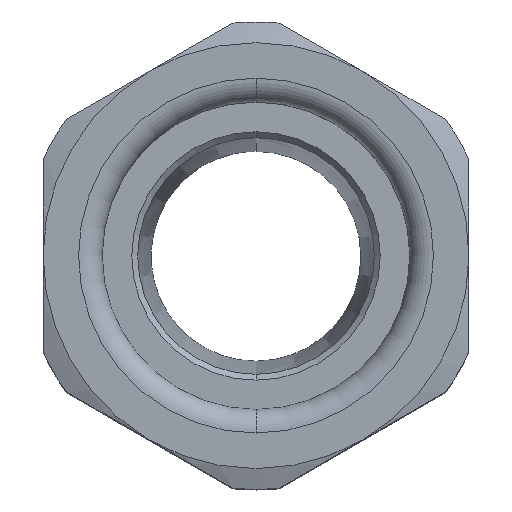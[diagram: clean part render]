
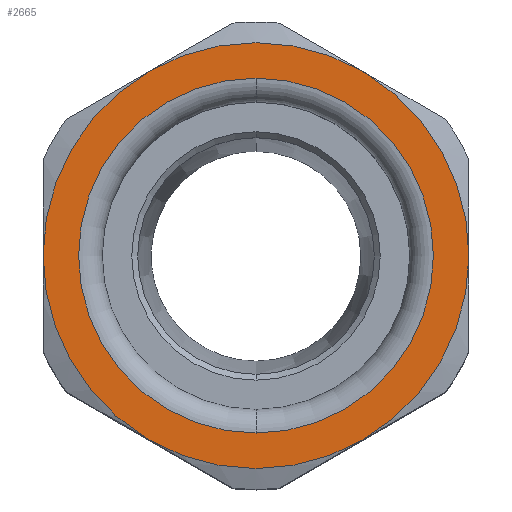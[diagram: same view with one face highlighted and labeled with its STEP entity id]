
A CAD part, top view. The second image highlights one B-rep face of the part: STEP entity #2665.
In plain terms, the highlighted planar face has unit normal (0, 0, 1).
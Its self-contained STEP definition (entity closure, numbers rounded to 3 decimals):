
#1639=AXIS2_PLACEMENT_3D('Circle Axis2P3D',#1637,#1638,$) ;
#1695=AXIS2_PLACEMENT_3D('Circle Axis2P3D',#1693,#1694,$) ;
#1771=AXIS2_PLACEMENT_3D('Circle Axis2P3D',#1769,#1770,$) ;
#1849=AXIS2_PLACEMENT_3D('Circle Axis2P3D',#1847,#1848,$) ;
#1931=AXIS2_PLACEMENT_3D('Circle Axis2P3D',#1929,#1930,$) ;
#2009=AXIS2_PLACEMENT_3D('Circle Axis2P3D',#2007,#2008,$) ;
#2047=AXIS2_PLACEMENT_3D('Circle Axis2P3D',#2045,#2046,$) ;
#2169=AXIS2_PLACEMENT_3D('Circle Axis2P3D',#2167,#2168,$) ;
#2635=AXIS2_PLACEMENT_3D('Plane Axis2P3D',#2632,#2633,#2634) ;
#2649=AXIS2_PLACEMENT_3D('Circle Axis2P3D',#2647,#2648,$) ;
#2658=AXIS2_PLACEMENT_3D('Circle Axis2P3D',#2656,#2657,$) ;
#1637=CARTESIAN_POINT('Axis2P3D Location',(18.,19.75,53.75)) ;
#1641=CARTESIAN_POINT('Vertex',(8.635,4.378,53.75)) ;
#1643=CARTESIAN_POINT('Vertex',(9.,4.162,53.75)) ;
#1693=CARTESIAN_POINT('Axis2P3D Location',(18.,19.75,53.75)) ;
#1697=CARTESIAN_POINT('Vertex',(27.365,35.122,53.75)) ;
#1699=CARTESIAN_POINT('Vertex',(27.,35.338,53.75)) ;
#1769=CARTESIAN_POINT('Axis2P3D Location',(18.,19.75,53.75)) ;
#1773=CARTESIAN_POINT('Vertex',(36.,19.75,53.75)) ;
#1842=CARTESIAN_POINT('Vertex',(9.,35.338,53.75)) ;
#1847=CARTESIAN_POINT('Axis2P3D Location',(18.,19.75,53.75)) ;
#1924=CARTESIAN_POINT('Vertex',(0.,19.75,53.75)) ;
#1929=CARTESIAN_POINT('Axis2P3D Location',(18.,19.75,53.75)) ;
#2007=CARTESIAN_POINT('Axis2P3D Location',(18.,19.75,53.75)) ;
#2040=CARTESIAN_POINT('Vertex',(27.,4.162,53.75)) ;
#2045=CARTESIAN_POINT('Axis2P3D Location',(18.,19.75,53.75)) ;
#2167=CARTESIAN_POINT('Axis2P3D Location',(18.,19.75,53.75)) ;
#2632=CARTESIAN_POINT('Axis2P3D Location',(18.,19.75,53.75)) ;
#2647=CARTESIAN_POINT('Axis2P3D Location',(18.,19.75,53.75)) ;
#2651=CARTESIAN_POINT('Vertex',(18.,34.75,53.75)) ;
#2653=CARTESIAN_POINT('Vertex',(18.,4.75,53.75)) ;
#2656=CARTESIAN_POINT('Axis2P3D Location',(18.,19.75,53.75)) ;
#1638=DIRECTION('Axis2P3D Direction',(0.,0.,-1.)) ;
#1694=DIRECTION('Axis2P3D Direction',(0.,0.,-1.)) ;
#1770=DIRECTION('Axis2P3D Direction',(0.,0.,-1.)) ;
#1848=DIRECTION('Axis2P3D Direction',(0.,0.,-1.)) ;
#1930=DIRECTION('Axis2P3D Direction',(0.,0.,-1.)) ;
#2008=DIRECTION('Axis2P3D Direction',(0.,0.,-1.)) ;
#2046=DIRECTION('Axis2P3D Direction',(0.,0.,-1.)) ;
#2168=DIRECTION('Axis2P3D Direction',(0.,0.,-1.)) ;
#2633=DIRECTION('Axis2P3D Direction',(0.,0.,-1.)) ;
#2634=DIRECTION('Axis2P3D XDirection',(0.,1.,0.)) ;
#2648=DIRECTION('Axis2P3D Direction',(0.,0.,-1.)) ;
#2657=DIRECTION('Axis2P3D Direction',(0.,0.,-1.)) ;
#2638=ORIENTED_EDGE('',*,*,#2171,.T.) ;
#2639=ORIENTED_EDGE('',*,*,#1775,.T.) ;
#2640=ORIENTED_EDGE('',*,*,#1701,.T.) ;
#2641=ORIENTED_EDGE('',*,*,#1851,.T.) ;
#2642=ORIENTED_EDGE('',*,*,#1933,.T.) ;
#2643=ORIENTED_EDGE('',*,*,#2011,.T.) ;
#2644=ORIENTED_EDGE('',*,*,#1645,.T.) ;
#2645=ORIENTED_EDGE('',*,*,#2049,.T.) ;
#2662=ORIENTED_EDGE('',*,*,#2655,.F.) ;
#2663=ORIENTED_EDGE('',*,*,#2660,.F.) ;
#2664=FACE_BOUND('',#2661,.T.) ;
#2665=ADVANCED_FACE('Part1.1\\Koerper.2',(#2646,#2664),#2636,.F.) ;
#1640=CIRCLE('generated circle',#1639,18.) ;
#1696=CIRCLE('generated circle',#1695,18.) ;
#1772=CIRCLE('generated circle',#1771,18.) ;
#1850=CIRCLE('generated circle',#1849,18.) ;
#1932=CIRCLE('generated circle',#1931,18.) ;
#2010=CIRCLE('generated circle',#2009,18.) ;
#2048=CIRCLE('generated circle',#2047,18.) ;
#2170=CIRCLE('generated circle',#2169,18.) ;
#2650=CIRCLE('generated circle',#2649,15.) ;
#2659=CIRCLE('generated circle',#2658,15.) ;
#1645=EDGE_CURVE('',#1642,#1644,#1640,.F.) ;
#1701=EDGE_CURVE('',#1698,#1700,#1696,.F.) ;
#1775=EDGE_CURVE('',#1774,#1698,#1772,.F.) ;
#1851=EDGE_CURVE('',#1700,#1843,#1850,.F.) ;
#1933=EDGE_CURVE('',#1843,#1925,#1932,.F.) ;
#2011=EDGE_CURVE('',#1925,#1642,#2010,.F.) ;
#2049=EDGE_CURVE('',#1644,#2041,#2048,.F.) ;
#2171=EDGE_CURVE('',#2041,#1774,#2170,.F.) ;
#2655=EDGE_CURVE('',#2652,#2654,#2650,.F.) ;
#2660=EDGE_CURVE('',#2654,#2652,#2659,.F.) ;
#2637=EDGE_LOOP('',(#2638,#2639,#2640,#2641,#2642,#2643,#2644,#2645)) ;
#2661=EDGE_LOOP('',(#2662,#2663)) ;
#2646=FACE_OUTER_BOUND('',#2637,.T.) ;
#2636=PLANE('',#2635) ;
#1642=VERTEX_POINT('',#1641) ;
#1644=VERTEX_POINT('',#1643) ;
#1698=VERTEX_POINT('',#1697) ;
#1700=VERTEX_POINT('',#1699) ;
#1774=VERTEX_POINT('',#1773) ;
#1843=VERTEX_POINT('',#1842) ;
#1925=VERTEX_POINT('',#1924) ;
#2041=VERTEX_POINT('',#2040) ;
#2652=VERTEX_POINT('',#2651) ;
#2654=VERTEX_POINT('',#2653) ;
